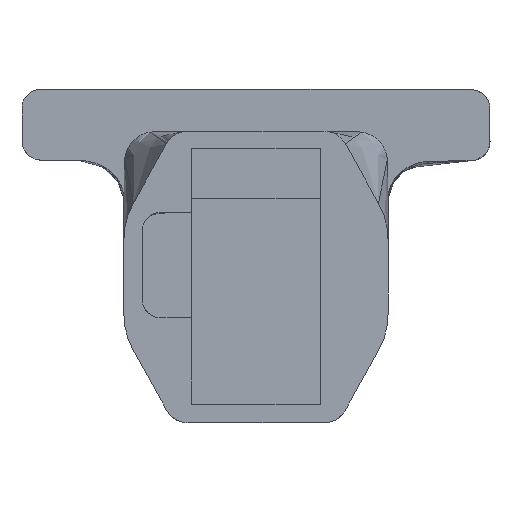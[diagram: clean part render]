
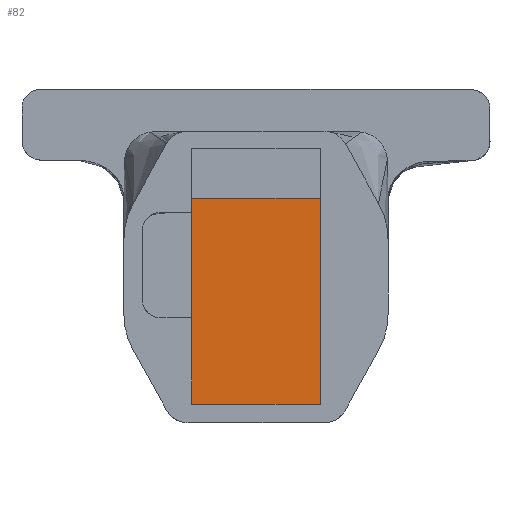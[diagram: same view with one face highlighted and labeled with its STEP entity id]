
A CAD part, left-side view. The second image highlights one B-rep face of the part: STEP entity #82.
In plain terms, the highlighted planar face has unit normal (-1, 0, 0).
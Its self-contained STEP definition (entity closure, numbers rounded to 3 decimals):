
#82=ADVANCED_FACE('',(#277),#2737,.T.);
#277=FACE_OUTER_BOUND('',#461,.T.);
#461=EDGE_LOOP('',(#958,#959,#960,#961));
#958=ORIENTED_EDGE('',*,*,#1537,.T.);
#959=ORIENTED_EDGE('',*,*,#1631,.T.);
#960=ORIENTED_EDGE('',*,*,#1625,.T.);
#961=ORIENTED_EDGE('',*,*,#1528,.T.);
#1528=EDGE_CURVE('',#2414,#2415,#1933,.T.);
#1537=EDGE_CURVE('',#2415,#2421,#2086,.T.);
#1625=EDGE_CURVE('',#2475,#2414,#1957,.T.);
#1631=EDGE_CURVE('',#2421,#2475,#1963,.T.);
#1933=B_SPLINE_CURVE_WITH_KNOTS('',1,(#4751,#4752),.UNSPECIFIED.,.F.,.F.,
(2,2),(0.,32.735),.UNSPECIFIED.);
#1957=B_SPLINE_CURVE_WITH_KNOTS('',1,(#4992,#4993),.UNSPECIFIED.,.F.,.F.,
(2,2),(0.,20.4),.UNSPECIFIED.);
#1963=B_SPLINE_CURVE_WITH_KNOTS('',1,(#5004,#5005),.UNSPECIFIED.,.F.,.F.,
(2,2),(0.,32.728),.UNSPECIFIED.);
#2086=(
BOUNDED_CURVE()
B_SPLINE_CURVE(2,(#4770,#4771,#4772),.UNSPECIFIED.,.F.,.F.)
B_SPLINE_CURVE_WITH_KNOTS((3,3),(0.,20.4),.UNSPECIFIED.)
CURVE()
GEOMETRIC_REPRESENTATION_ITEM()
RATIONAL_B_SPLINE_CURVE((1.,1.,1.))
REPRESENTATION_ITEM('')
);
#2414=VERTEX_POINT('',#3875);
#2415=VERTEX_POINT('',#3876);
#2421=VERTEX_POINT('',#3882);
#2475=VERTEX_POINT('',#3936);
#2737=PLANE('',#2930);
#2930=AXIS2_PLACEMENT_3D('',#3418,#3071,$);
#3071=DIRECTION('',(-1.,0.,0.));
#3418=CARTESIAN_POINT('',(58.63,-12.272,-0.196));
#3875=CARTESIAN_POINT('',(58.63,-10.22,3.089));
#3876=CARTESIAN_POINT('',(58.63,-10.22,35.824));
#3882=CARTESIAN_POINT('',(58.63,10.18,35.817));
#3936=CARTESIAN_POINT('',(58.63,10.18,3.089));
#4751=CARTESIAN_POINT('',(58.63,-10.22,3.089));
#4752=CARTESIAN_POINT('',(58.63,-10.22,35.824));
#4770=CARTESIAN_POINT('',(58.63,-10.22,35.824));
#4771=CARTESIAN_POINT('',(58.63,-0.02,35.821));
#4772=CARTESIAN_POINT('',(58.63,10.18,35.817));
#4992=CARTESIAN_POINT('',(58.63,10.18,3.089));
#4993=CARTESIAN_POINT('',(58.63,-10.22,3.089));
#5004=CARTESIAN_POINT('',(58.63,10.18,35.817));
#5005=CARTESIAN_POINT('',(58.63,10.18,3.089));
